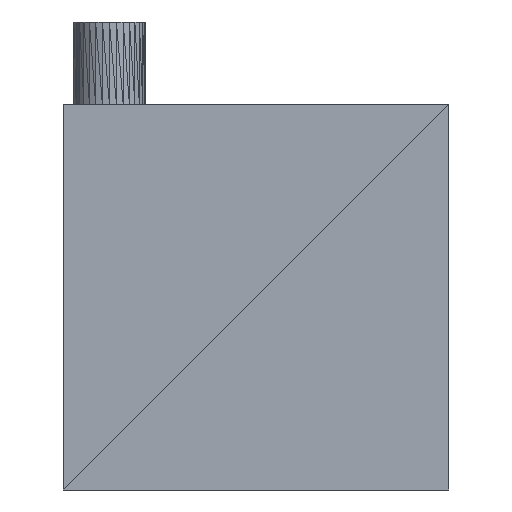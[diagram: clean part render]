
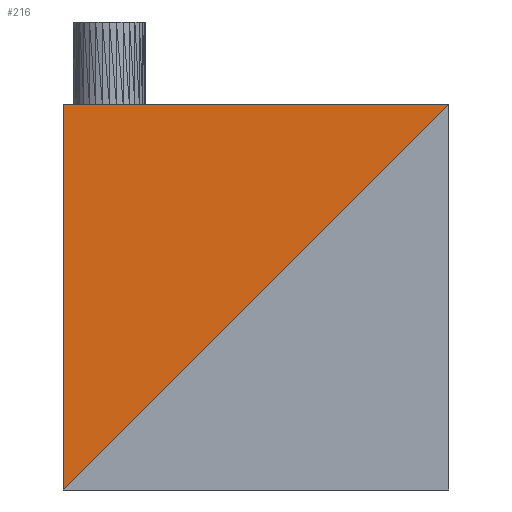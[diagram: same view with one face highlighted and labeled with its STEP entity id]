
A CAD part, front view. The second image highlights one B-rep face of the part: STEP entity #216.
In plain terms, the highlighted planar face has unit normal (0, -1, 0).
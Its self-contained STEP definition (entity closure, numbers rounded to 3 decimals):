
#216=ADVANCED_FACE('',(#217),#243,.F.);
#217=FACE_OUTER_BOUND('',#218,.T.);
#218=EDGE_LOOP('',(#219,#221,#223));
#219=ORIENTED_EDGE('',*,*,#220,.T.);
#220=EDGE_CURVE('',#225,#227,#229,.T.);
#221=ORIENTED_EDGE('',*,*,#222,.T.);
#222=EDGE_CURVE('',#227,#233,#235,.T.);
#223=ORIENTED_EDGE('',*,*,#224,.T.);
#224=EDGE_CURVE('',#233,#225,#239,.T.);
#225=VERTEX_POINT('',#226);
#226=CARTESIAN_POINT('',(-4.763,-2.477,0.0));
#227=VERTEX_POINT('',#228);
#228=CARTESIAN_POINT('',(-4.763,-2.477,9.525));
#229=LINE('',#230,#231);
#230=CARTESIAN_POINT('',(-4.763,-2.477,0.0));
#231=VECTOR('',#232,1.0);
#232=DIRECTION('',(0.0,0.0,-1.0));
#233=VERTEX_POINT('',#234);
#234=CARTESIAN_POINT('',(4.763,-2.477,9.525));
#235=LINE('',#236,#237);
#236=CARTESIAN_POINT('',(-4.763,-2.477,9.525));
#237=VECTOR('',#238,1.0);
#238=DIRECTION('',(-1.0,0.0,0.0));
#239=LINE('',#240,#241);
#240=CARTESIAN_POINT('',(4.763,-2.477,9.525));
#241=VECTOR('',#242,1.0);
#242=DIRECTION('',(0.707,0.0,0.707));
#243=PLANE('',#244);
#244=AXIS2_PLACEMENT_3D('',#245,#246,#247);
#245=CARTESIAN_POINT('',(-4.763,-2.477,9.525));
#246=DIRECTION('',(0.0,1.0,0.0));
#247=DIRECTION('',(-0.707,0.0,-0.707));
